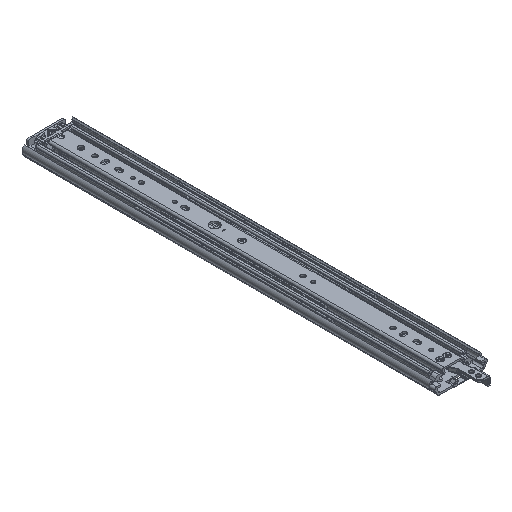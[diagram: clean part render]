
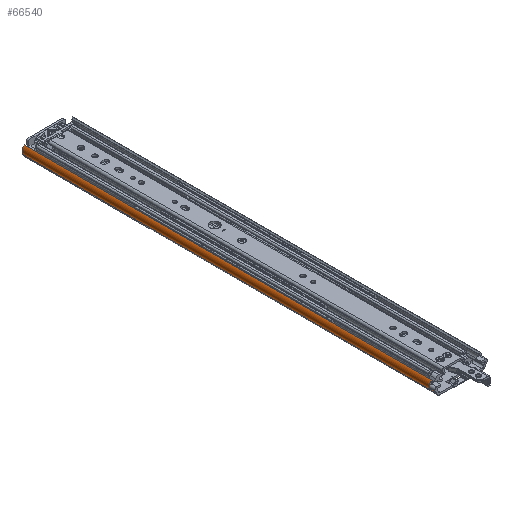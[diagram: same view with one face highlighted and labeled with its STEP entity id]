
A CAD part, isometric view. The second image highlights one B-rep face of the part: STEP entity #66540.
In plain terms, the highlighted cylindrical face has radius 7.6 mm (diameter 15.2 mm), a partial arc.
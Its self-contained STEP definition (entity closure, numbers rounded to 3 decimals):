
#4659=FACE_OUTER_BOUND('',#8535,.T.);
#8535=EDGE_LOOP('',(#44014,#44015,#44016,#44017,#44018,#44019));
#12517=LINE('',#98846,#17775);
#12532=LINE('',#98886,#17790);
#12555=LINE('',#98932,#17813);
#17775=VECTOR('',#78808,10.);
#17790=VECTOR('',#78859,10.);
#17813=VECTOR('',#78928,10.);
#22943=CIRCLE('',#70957,7.6);
#22975=CIRCLE('',#71031,7.6);
#22993=CIRCLE('',#71074,7.6);
#26222=VERTEX_POINT('',#98598);
#26223=VERTEX_POINT('',#98600);
#26271=VERTEX_POINT('',#98772);
#26272=VERTEX_POINT('',#98774);
#26290=VERTEX_POINT('',#98844);
#26297=VERTEX_POINT('',#98874);
#32985=EDGE_CURVE('',#26223,#26222,#22943,.T.);
#33072=EDGE_CURVE('',#26272,#26271,#22975,.T.);
#33108=EDGE_CURVE('',#26222,#26290,#12517,.T.);
#33123=EDGE_CURVE('',#26290,#26297,#22993,.T.);
#33128=EDGE_CURVE('',#26297,#26272,#12532,.T.);
#33151=EDGE_CURVE('',#26223,#26271,#12555,.T.);
#44014=ORIENTED_EDGE('',*,*,#33072,.T.);
#44015=ORIENTED_EDGE('',*,*,#33151,.F.);
#44016=ORIENTED_EDGE('',*,*,#32985,.T.);
#44017=ORIENTED_EDGE('',*,*,#33108,.T.);
#44018=ORIENTED_EDGE('',*,*,#33123,.T.);
#44019=ORIENTED_EDGE('',*,*,#33128,.T.);
#64567=CYLINDRICAL_SURFACE('',#71102,7.6);
#66540=ADVANCED_FACE('',(#4659),#64567,.T.);
#70957=AXIS2_PLACEMENT_3D('',#98601,#78525,#78526);
#71031=AXIS2_PLACEMENT_3D('',#98775,#78724,#78725);
#71074=AXIS2_PLACEMENT_3D('',#98876,#78843,#78844);
#71102=AXIS2_PLACEMENT_3D('',#98931,#78926,#78927);
#78525=DIRECTION('center_axis',(0.,1.,0.));
#78526=DIRECTION('ref_axis',(-0.705,0.,-0.709));
#78724=DIRECTION('center_axis',(0.,-1.,0.));
#78725=DIRECTION('ref_axis',(0.705,0.,0.709));
#78808=DIRECTION('',(0.,1.,0.));
#78843=DIRECTION('center_axis',(0.,1.,0.));
#78844=DIRECTION('ref_axis',(0.705,0.,0.709));
#78859=DIRECTION('',(0.,1.,0.));
#78926=DIRECTION('center_axis',(0.,1.,0.));
#78927=DIRECTION('ref_axis',(0.705,0.,0.709));
#78928=DIRECTION('',(0.,1.,0.));
#98598=CARTESIAN_POINT('',(-37.625,0.,7.957));
#98600=CARTESIAN_POINT('',(-35.857,0.,5.209));
#98601=CARTESIAN_POINT('Origin',(-30.5,0.,
10.6));
#98772=CARTESIAN_POINT('',(-35.857,595.,5.209));
#98774=CARTESIAN_POINT('',(-35.033,595.,16.7));
#98775=CARTESIAN_POINT('Origin',(-30.5,595.,10.6));
#98844=CARTESIAN_POINT('',(-37.625,8.,7.957));
#98846=CARTESIAN_POINT('',(-37.625,0.,7.957));
#98874=CARTESIAN_POINT('',(-35.033,8.,16.7));
#98876=CARTESIAN_POINT('Origin',(-30.5,8.,10.6));
#98886=CARTESIAN_POINT('',(-35.033,0.,16.7));
#98931=CARTESIAN_POINT('Origin',(-30.5,0.,10.6));
#98932=CARTESIAN_POINT('',(-35.857,0.,5.209));
